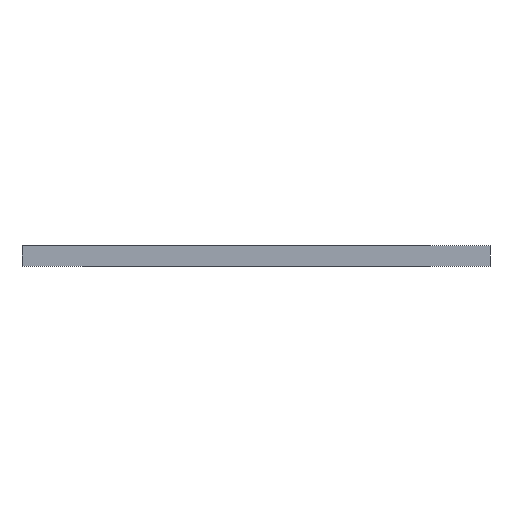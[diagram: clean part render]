
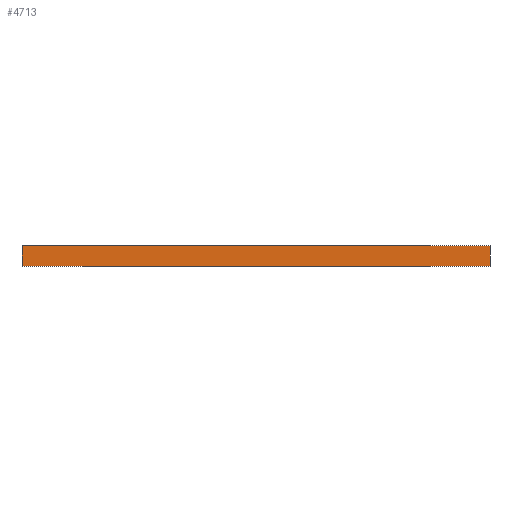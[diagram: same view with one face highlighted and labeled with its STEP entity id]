
A CAD part, front view. The second image highlights one B-rep face of the part: STEP entity #4713.
In plain terms, the highlighted planar face has unit normal (0, -1, 0).
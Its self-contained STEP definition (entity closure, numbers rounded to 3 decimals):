
#14 = CARTESIAN_POINT ( 'NONE',  ( 15., -22.5, 0.65 ) ) ;
#63 = VERTEX_POINT ( 'NONE', #3385 ) ;
#143 = DIRECTION ( 'NONE',  ( -1., 0., 0. ) ) ;
#220 = EDGE_CURVE ( 'NONE', #3193, #63, #578, .T. ) ;
#420 = EDGE_CURVE ( 'NONE', #3193, #3737, #2166, .T. ) ;
#578 = LINE ( 'NONE', #14, #954 ) ;
#622 = DIRECTION ( 'NONE',  ( 1., 0., 0. ) ) ;
#661 = CARTESIAN_POINT ( 'NONE',  ( 15., -22.5, -0.65 ) ) ;
#763 = VECTOR ( 'NONE', #622, 1000. ) ;
#785 = ORIENTED_EDGE ( 'NONE', *, *, #1212, .F. ) ;
#791 = EDGE_LOOP ( 'NONE', ( #2992, #785, #4271, #4932 ) ) ;
#954 = VECTOR ( 'NONE', #3007, 1000. ) ;
#1141 = VECTOR ( 'NONE', #2560, 1000. ) ;
#1212 = EDGE_CURVE ( 'NONE', #63, #4450, #2743, .T. ) ;
#1299 = PLANE ( 'NONE',  #3268 ) ;
#2166 = LINE ( 'NONE', #4893, #1141 ) ;
#2437 = CARTESIAN_POINT ( 'NONE',  ( -15., -22.5, -0.65 ) ) ;
#2560 = DIRECTION ( 'NONE',  ( 0., 0., -1. ) ) ;
#2615 = CARTESIAN_POINT ( 'NONE',  ( 15., -22.5, 0.65 ) ) ;
#2653 = EDGE_CURVE ( 'NONE', #3737, #4450, #2796, .T. ) ;
#2743 = LINE ( 'NONE', #2615, #4694 ) ;
#2796 = LINE ( 'NONE', #661, #763 ) ;
#2900 = CARTESIAN_POINT ( 'NONE',  ( 15., -22.5, -0.65 ) ) ;
#2903 = CARTESIAN_POINT ( 'NONE',  ( -15., -22.5, 0.65 ) ) ;
#2992 = ORIENTED_EDGE ( 'NONE', *, *, #2653, .T. ) ;
#3007 = DIRECTION ( 'NONE',  ( 1., 0., 0. ) ) ;
#3193 = VERTEX_POINT ( 'NONE', #2903 ) ;
#3268 = AXIS2_PLACEMENT_3D ( 'NONE', #3695, #3312, #143 ) ;
#3309 = FACE_OUTER_BOUND ( 'NONE', #791, .T. ) ;
#3312 = DIRECTION ( 'NONE',  ( 0., 1., 0. ) ) ;
#3385 = CARTESIAN_POINT ( 'NONE',  ( 15., -22.5, 0.65 ) ) ;
#3695 = CARTESIAN_POINT ( 'NONE',  ( 15., -22.5, 0.65 ) ) ;
#3735 = DIRECTION ( 'NONE',  ( 0., 0., -1. ) ) ;
#3737 = VERTEX_POINT ( 'NONE', #2437 ) ;
#4271 = ORIENTED_EDGE ( 'NONE', *, *, #220, .F. ) ;
#4450 = VERTEX_POINT ( 'NONE', #2900 ) ;
#4694 = VECTOR ( 'NONE', #3735, 1000. ) ;
#4713 = ADVANCED_FACE ( 'NONE', ( #3309 ), #1299, .F. ) ;
#4893 = CARTESIAN_POINT ( 'NONE',  ( -15., -22.5, 0.65 ) ) ;
#4932 = ORIENTED_EDGE ( 'NONE', *, *, #420, .T. ) ;
